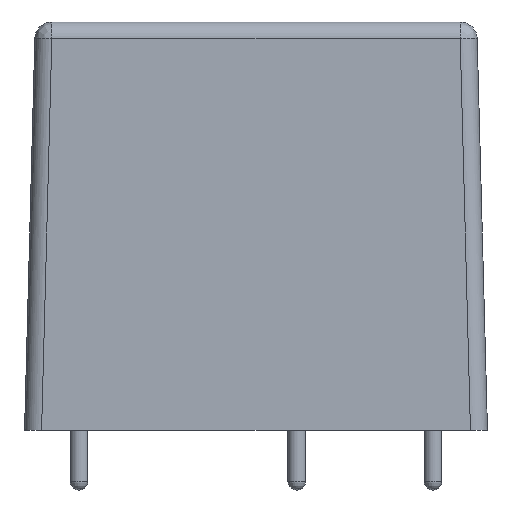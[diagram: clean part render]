
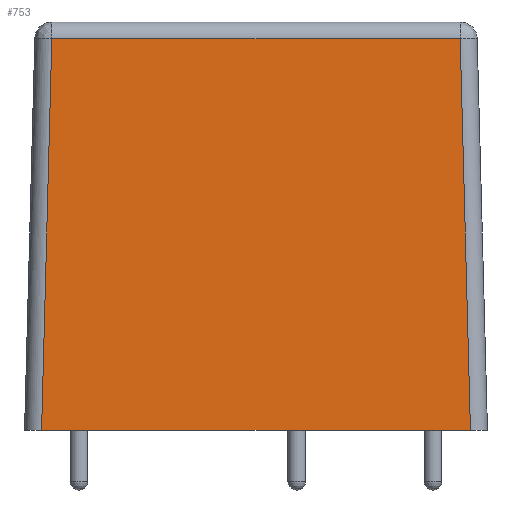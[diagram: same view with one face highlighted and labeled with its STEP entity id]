
A CAD part, left-side view. The second image highlights one B-rep face of the part: STEP entity #753.
In plain terms, the highlighted planar face has unit normal (1, 0, -0.026).
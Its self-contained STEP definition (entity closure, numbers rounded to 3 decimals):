
#753 = ADVANCED_FACE('',(#754),#788,.F.);
#754 = FACE_BOUND('',#755,.T.);
#755 = EDGE_LOOP('',(#756,#766,#774,#782));
#756 = ORIENTED_EDGE('',*,*,#757,.F.);
#757 = EDGE_CURVE('',#758,#760,#762,.T.);
#758 = VERTEX_POINT('',#759);
#759 = CARTESIAN_POINT('',(-3.4,2.2,0.1));
#760 = VERTEX_POINT('',#761);
#761 = CARTESIAN_POINT('',(-3.4,-23.,0.1));
#762 = LINE('',#763,#764);
#763 = CARTESIAN_POINT('',(-3.4,-10.4,0.1));
#764 = VECTOR('',#765,1.);
#765 = DIRECTION('',(0.,-1.,0.));
#766 = ORIENTED_EDGE('',*,*,#767,.F.);
#767 = EDGE_CURVE('',#768,#758,#770,.T.);
#768 = VERTEX_POINT('',#769);
#769 = CARTESIAN_POINT('',(-2.797,1.597,23.126
    ));
#770 = LINE('',#771,#772);
#771 = CARTESIAN_POINT('',(-2.797,1.597,23.126
    ));
#772 = VECTOR('',#773,1.);
#773 = DIRECTION('',(-0.026,0.026,
    -0.999));
#774 = ORIENTED_EDGE('',*,*,#775,.F.);
#775 = EDGE_CURVE('',#776,#768,#778,.T.);
#776 = VERTEX_POINT('',#777);
#777 = CARTESIAN_POINT('',(-2.797,-22.397,
    23.126));
#778 = LINE('',#779,#780);
#779 = CARTESIAN_POINT('',(-2.797,3.2,
    23.126));
#780 = VECTOR('',#781,1.);
#781 = DIRECTION('',(0.,1.,0.));
#782 = ORIENTED_EDGE('',*,*,#783,.F.);
#783 = EDGE_CURVE('',#760,#776,#784,.T.);
#784 = LINE('',#785,#786);
#785 = CARTESIAN_POINT('',(-3.4,-23.,0.1));
#786 = VECTOR('',#787,1.);
#787 = DIRECTION('',(0.026,0.026,
    0.999));
#788 = PLANE('',#789);
#789 = AXIS2_PLACEMENT_3D('',#790,#791,#792);
#790 = CARTESIAN_POINT('',(-3.4,3.2,0.1));
#791 = DIRECTION('',(-1.,0.,
    0.026));
#792 = DIRECTION('',(0.026,0.,
    1.));
